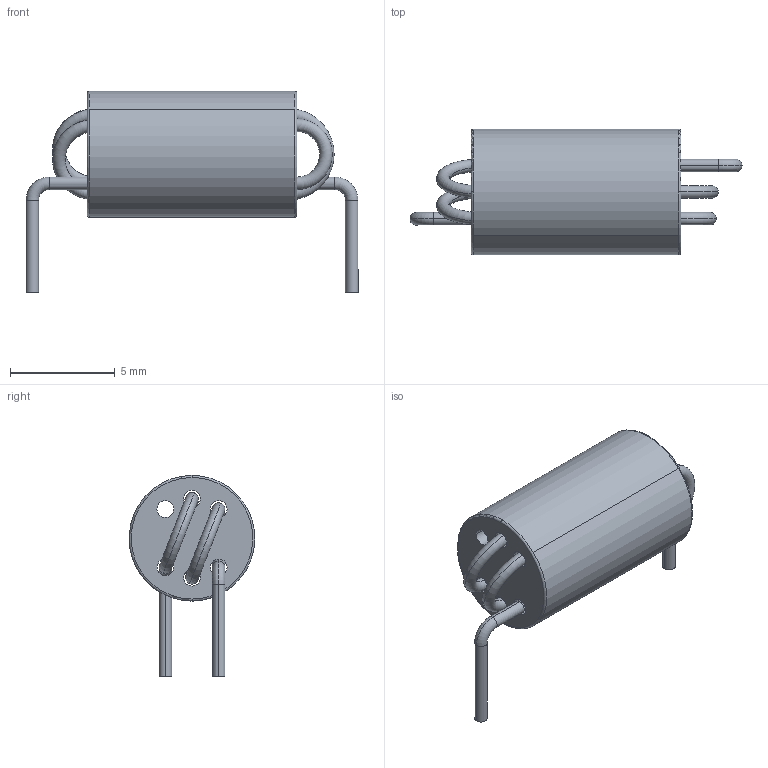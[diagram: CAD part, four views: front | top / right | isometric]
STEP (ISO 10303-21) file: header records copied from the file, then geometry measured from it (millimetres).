
FILE_DESCRIPTION((''),'2;1');
FILE_NAME('IND_FERROXCUBE_WBC2.stp','2009-08-27T11:00:03',(''),(''),'Mechanical Desktop 2006','Mechanical Desktop 2006',', , ');
FILE_SCHEMA(('AUTOMOTIVE_DESIGN { 1 2 10303 214 0 1 1 1 }'));
Length unit declared in the file: millimetre
Products named in the file (1): Product
Bounding box: 15.84 x 6 x 9.6 mm (x, y, z)
Volume: 262.8 mm3; surface area: 459.9 mm2
Topology: 7 solids, 7 shells, 52 faces, 120 edges, 84 vertices
Faces by surface type: cylinder 22, torus 16, plane 14
Entity records: 1625 total; most frequent: DIRECTION 324, CARTESIAN_POINT 257, ORIENTED_EDGE 236, AXIS2_PLACEMENT_3D 151, EDGE_CURVE 118, CIRCLE 98, VERTEX_POINT 80, EDGE_LOOP 64
